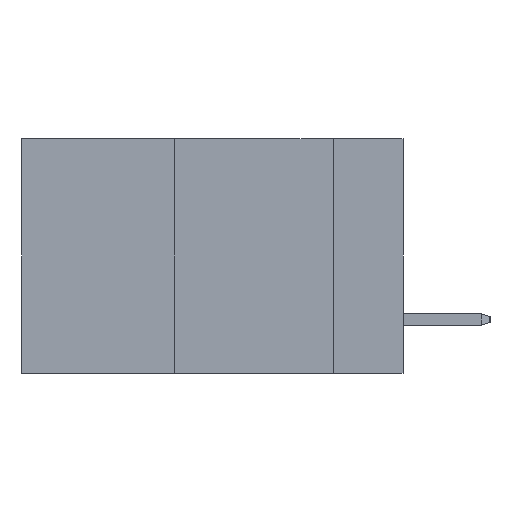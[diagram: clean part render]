
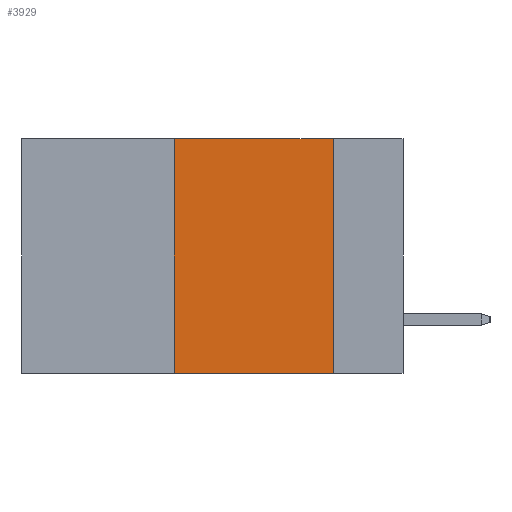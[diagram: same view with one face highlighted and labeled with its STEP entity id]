
A CAD part, left-side view. The second image highlights one B-rep face of the part: STEP entity #3929.
In plain terms, the highlighted planar face has unit normal (-1, 0, 0).
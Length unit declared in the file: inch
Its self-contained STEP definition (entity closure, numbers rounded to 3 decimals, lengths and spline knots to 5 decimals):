
#249 = DIRECTION ( 'NONE',  ( 0., 0., -1. ) ) ;
#377 = VECTOR ( 'NONE', #11323, 39.37008 ) ;
#1363 = ORIENTED_EDGE ( 'NONE', *, *, #7239, .F. ) ;
#1571 = LINE ( 'NONE', #3566, #377 ) ;
#1852 = DIRECTION ( 'NONE',  ( 1., 0., 0. ) ) ;
#2179 = CARTESIAN_POINT ( 'NONE',  ( 0., 0.11, 0. ) ) ;
#2759 = CARTESIAN_POINT ( 'NONE',  ( 0., 0.6, 0. ) ) ;
#2942 = FACE_OUTER_BOUND ( 'NONE', #5206, .T. ) ;
#3283 = VERTEX_POINT ( 'NONE', #7590 ) ;
#3566 = CARTESIAN_POINT ( 'NONE',  ( 0., 0.6, -0.37 ) ) ;
#3929 = ADVANCED_FACE ( 'NONE', ( #2942 ), #6715, .F. ) ;
#4284 = CARTESIAN_POINT ( 'NONE',  ( 0., 0.36, 0. ) ) ;
#4585 = CARTESIAN_POINT ( 'NONE',  ( 0., 0.6, 0. ) ) ;
#4692 = VERTEX_POINT ( 'NONE', #9210 ) ;
#5206 = EDGE_LOOP ( 'NONE', ( #1363, #11794, #11078, #7637 ) ) ;
#5338 = CARTESIAN_POINT ( 'NONE',  ( 0., 0.11, 0. ) ) ;
#5738 = VERTEX_POINT ( 'NONE', #5338 ) ;
#6259 = DIRECTION ( 'NONE',  ( 0., 0., 1. ) ) ;
#6514 = EDGE_CURVE ( 'NONE', #3283, #5738, #8363, .T. ) ;
#6715 = PLANE ( 'NONE',  #8561 ) ;
#6720 = CARTESIAN_POINT ( 'NONE',  ( 0., 0.36, -0.37 ) ) ;
#7171 = VECTOR ( 'NONE', #7409, 39.37008 ) ;
#7239 = EDGE_CURVE ( 'NONE', #5738, #4692, #7884, .T. ) ;
#7409 = DIRECTION ( 'NONE',  ( 0., -1., 0. ) ) ;
#7590 = CARTESIAN_POINT ( 'NONE',  ( 0., 0.36, 0. ) ) ;
#7637 = ORIENTED_EDGE ( 'NONE', *, *, #12242, .T. ) ;
#7884 = LINE ( 'NONE', #2179, #8507 ) ;
#8363 = LINE ( 'NONE', #4585, #7171 ) ;
#8507 = VECTOR ( 'NONE', #249, 39.37008 ) ;
#8561 = AXIS2_PLACEMENT_3D ( 'NONE', #2759, #1852, #11719 ) ;
#9210 = CARTESIAN_POINT ( 'NONE',  ( 0., 0.11, -0.37 ) ) ;
#9539 = VECTOR ( 'NONE', #6259, 39.37008 ) ;
#9662 = EDGE_CURVE ( 'NONE', #10240, #3283, #10356, .T. ) ;
#10240 = VERTEX_POINT ( 'NONE', #6720 ) ;
#10356 = LINE ( 'NONE', #4284, #9539 ) ;
#11078 = ORIENTED_EDGE ( 'NONE', *, *, #9662, .F. ) ;
#11323 = DIRECTION ( 'NONE',  ( 0., -1., 0. ) ) ;
#11719 = DIRECTION ( 'NONE',  ( 0., 0., -1. ) ) ;
#11794 = ORIENTED_EDGE ( 'NONE', *, *, #6514, .F. ) ;
#12242 = EDGE_CURVE ( 'NONE', #10240, #4692, #1571, .T. ) ;
